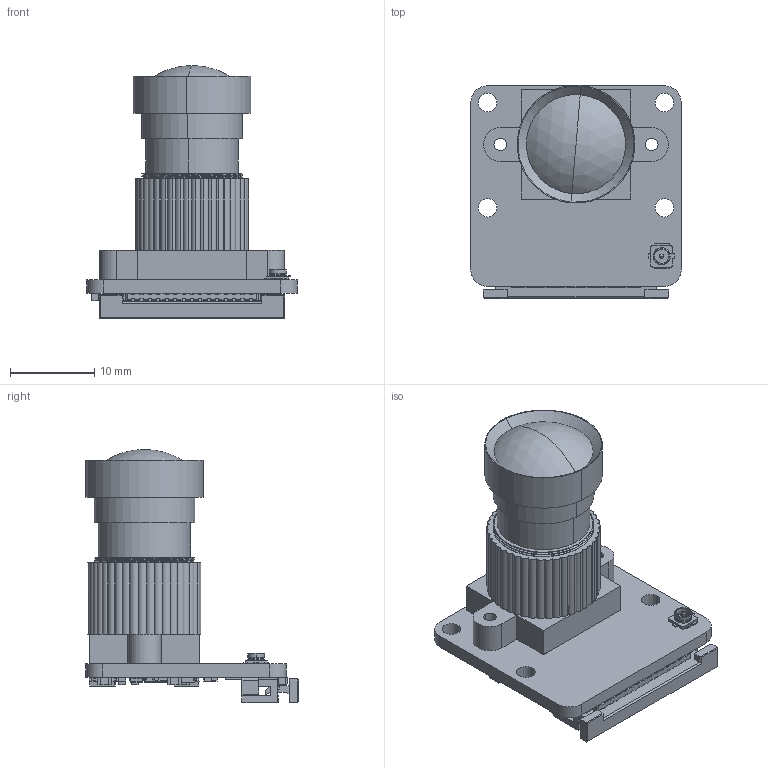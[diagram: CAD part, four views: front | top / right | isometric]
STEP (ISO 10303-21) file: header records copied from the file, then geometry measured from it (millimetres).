
FILE_DESCRIPTION (( 'STEP AP214' ), '1' );
FILE_NAME ('LN053.STEP', '2020-08-22T01:34:21', ( '' ), ( '' ), 'SwSTEP 2.0', 'SolidWorks 2020', '' );
FILE_SCHEMA (( 'AUTOMOTIVE_DESIGN' ));
Length unit declared in the file: millimetre
Products named in the file (58): R2.step; Extruded.step; R4.step; C3.step; D2.step; LN053; User_Library-20279-001.step; C10.step; SW3DPS-SOT-23-5-DEFAULT.step; UC-637.step; User_Library-FB_1608_Cut.step; C13.step; R8.step; Board.step; R7.step; R5.step; C12.step; R9.step; 6687592416.step; C6.step; C5.step; Open CASCADE STEP translator 6.8 1.1.1.step; User_Library-FB_1608.step; G1.step; R10.step; 6687592416-0.step; 6361414000.step; C4.step; D1.step; Extruded-1.step; U2.step; C1.step; U1.step; C8.step; 0603_C.step; R1.step; User_Library-3225-1.step; J1.step; L1.step; User_Library-SOT-563.step ...
Assembly tree (78 placements, depth 5):
  6687592416-0.step
  LN053
    UC-637.step
      Board.step
        Open CASCADE STEP translator 6.8 1.1.1.step
      R10.step
        6687588736.step
      D2.step
        6609063024.step
      R9.step
        R0603.step
      R4.step
        R0603.step
      R8.step
        R0603.step
      R7.step
        R0603.step
      R6.step
        R0603.step
      C13.step
        0603_C.step
      U6.step
        User_Library-8MA2.step
      G1.step
        User_Library-3225-1.step
      U3.step
        SW3DPS-SOT-23-5-DEFAULT.step
      J1.step
        6687592416.step
      D1.step
        User_Library-SOT-563.step
      C12.step
        0603_C.step
      C11.step
        0603_C.step
      C10.step
        0603_C.step
      C9.step
        0603_C.step
      C8.step
        0603_C.step
      C7.step
        0603_C.step
      C6.step
        0603_C.step
      C5.step
        0603_C.step
      C4.step
        0603_C.step
      C3.step
        0603_C.step
      C2.step
        0603_C.step
      C1.step
        0603_C.step
      R2.step
        R0603.step
      R1.step
        R0603.step
      L1.step
Bounding box: 25 x 25.27 x 30.07 mm (x, y, z)
Volume: 3163.8 mm3; surface area: 6503 mm2
Topology: 59 solids, 59 shells, 3123 faces, 8324 edges, 5235 vertices
Faces by surface type: plane 1648, bspline 656, cylinder 647, sphere 137, torus 27, cone 8
Entity records: 80257 total; most frequent: CARTESIAN_POINT 31768, ORIENTED_EDGE 9764, DIRECTION 8529, EDGE_CURVE 4882, VECTOR 3659, LINE 3659, VERTEX_POINT 3138, AXIS2_PLACEMENT_3D 2435
